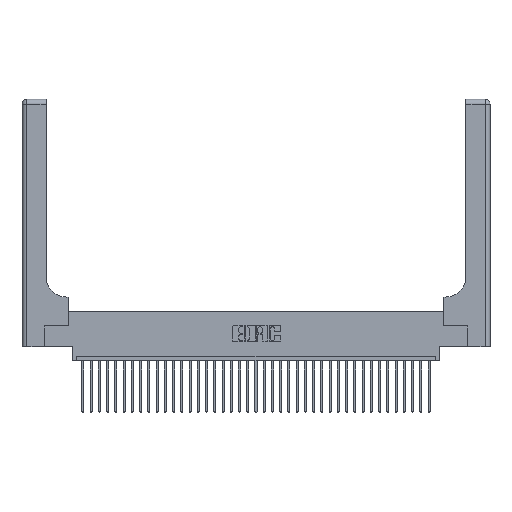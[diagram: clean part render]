
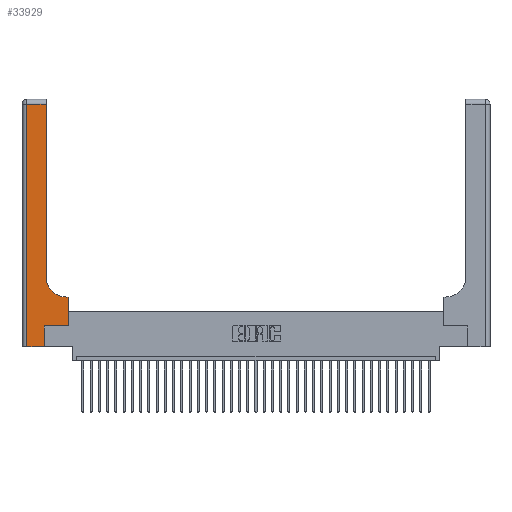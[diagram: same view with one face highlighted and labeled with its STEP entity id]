
A CAD part, top view. The second image highlights one B-rep face of the part: STEP entity #33929.
In plain terms, the highlighted planar face has unit normal (0, 0, 1).
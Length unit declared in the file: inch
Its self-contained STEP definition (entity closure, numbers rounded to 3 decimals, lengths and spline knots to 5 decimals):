
#405 = ORIENTED_EDGE ( 'NONE', *, *, #34079, .T. ) ;
#611 = ORIENTED_EDGE ( 'NONE', *, *, #12700, .T. ) ;
#1217 = DIRECTION ( 'NONE',  ( 0., -1., 0. ) ) ;
#1568 = ORIENTED_EDGE ( 'NONE', *, *, #22159, .T. ) ;
#2026 = VERTEX_POINT ( 'NONE', #16188 ) ;
#2440 = LINE ( 'NONE', #3850, #24602 ) ;
#3618 = LINE ( 'NONE', #32253, #16318 ) ;
#3850 = CARTESIAN_POINT ( 'NONE',  ( 0.269, 0.25, 0.37 ) ) ;
#4625 = VERTEX_POINT ( 'NONE', #37536 ) ;
#6011 = CARTESIAN_POINT ( 'NONE',  ( 0.06, 2.94, 0.37 ) ) ;
#6130 = VECTOR ( 'NONE', #32591, 39.37008 ) ;
#6289 = EDGE_CURVE ( 'NONE', #13043, #7084, #21070, .T. ) ;
#7084 = VERTEX_POINT ( 'NONE', #35471 ) ;
#7197 = DIRECTION ( 'NONE',  ( 0., 1., 0. ) ) ;
#7383 = DIRECTION ( 'NONE',  ( 0., 0., -1. ) ) ;
#7768 = DIRECTION ( 'NONE',  ( 1., 0., 0. ) ) ;
#7832 = VECTOR ( 'NONE', #1217, 39.37008 ) ;
#8918 = VERTEX_POINT ( 'NONE', #13503 ) ;
#9383 = ORIENTED_EDGE ( 'NONE', *, *, #34359, .T. ) ;
#9450 = CARTESIAN_POINT ( 'NONE',  ( 0., 2.94, 0.37 ) ) ;
#9593 = CARTESIAN_POINT ( 'NONE',  ( 0.2915, 0.6, 0.37 ) ) ;
#10154 = AXIS2_PLACEMENT_3D ( 'NONE', #22958, #37502, #34524 ) ;
#10497 = CARTESIAN_POINT ( 'NONE',  ( 0.2915, 0.85, 0.37 ) ) ;
#10812 = VERTEX_POINT ( 'NONE', #17279 ) ;
#12700 = EDGE_CURVE ( 'NONE', #4625, #2026, #28307, .T. ) ;
#13043 = VERTEX_POINT ( 'NONE', #10497 ) ;
#13101 = CIRCLE ( 'NONE', #32917, 0.25 ) ;
#13503 = CARTESIAN_POINT ( 'NONE',  ( 0.269, 0.25, 0.37 ) ) ;
#14864 = DIRECTION ( 'NONE',  ( 0., 1., 0. ) ) ;
#16091 = EDGE_LOOP ( 'NONE', ( #30405, #18254, #9383, #18727, #405, #1568, #19611, #611, #28022 ) ) ;
#16152 = EDGE_CURVE ( 'NONE', #10812, #4625, #37190, .T. ) ;
#16156 = CARTESIAN_POINT ( 'NONE',  ( 0.06, 3., 0.37 ) ) ;
#16188 = CARTESIAN_POINT ( 'NONE',  ( 0.5415, 0.6, 0.37 ) ) ;
#16286 = CARTESIAN_POINT ( 'NONE',  ( 0.5585, 0.25, 0.37 ) ) ;
#16318 = VECTOR ( 'NONE', #26797, 39.37008 ) ;
#16700 = CARTESIAN_POINT ( 'NONE',  ( 0.2915, 3., 0.37 ) ) ;
#17279 = CARTESIAN_POINT ( 'NONE',  ( 0.5585, 0.25, 0.37 ) ) ;
#18254 = ORIENTED_EDGE ( 'NONE', *, *, #31500, .T. ) ;
#18727 = ORIENTED_EDGE ( 'NONE', *, *, #28719, .T. ) ;
#19194 = FACE_OUTER_BOUND ( 'NONE', #16091, .T. ) ;
#19611 = ORIENTED_EDGE ( 'NONE', *, *, #16152, .T. ) ;
#19967 = PLANE ( 'NONE',  #10154 ) ;
#21070 = LINE ( 'NONE', #16700, #29196 ) ;
#22159 = EDGE_CURVE ( 'NONE', #8918, #10812, #2440, .T. ) ;
#22958 = CARTESIAN_POINT ( 'NONE',  ( 0., 3., 0.37 ) ) ;
#24420 = VECTOR ( 'NONE', #7197, 39.37008 ) ;
#24441 = VERTEX_POINT ( 'NONE', #28649 ) ;
#24602 = VECTOR ( 'NONE', #33068, 39.37008 ) ;
#25981 = CARTESIAN_POINT ( 'NONE',  ( 0.06, 0., 0.37 ) ) ;
#26330 = VECTOR ( 'NONE', #14864, 39.37008 ) ;
#26797 = DIRECTION ( 'NONE',  ( 1., 0., 0. ) ) ;
#27230 = LINE ( 'NONE', #16156, #7832 ) ;
#27455 = CARTESIAN_POINT ( 'NONE',  ( 0.5415, 0.85, 0.37 ) ) ;
#27924 = DIRECTION ( 'NONE',  ( 0., 1., 0. ) ) ;
#28022 = ORIENTED_EDGE ( 'NONE', *, *, #35812, .T. ) ;
#28113 = VERTEX_POINT ( 'NONE', #6011 ) ;
#28307 = LINE ( 'NONE', #9593, #6130 ) ;
#28649 = CARTESIAN_POINT ( 'NONE',  ( 0.269, 0., 0.37 ) ) ;
#28719 = EDGE_CURVE ( 'NONE', #36821, #24441, #3618, .T. ) ;
#29196 = VECTOR ( 'NONE', #27924, 39.37008 ) ;
#30405 = ORIENTED_EDGE ( 'NONE', *, *, #6289, .T. ) ;
#31500 = EDGE_CURVE ( 'NONE', #7084, #28113, #36161, .T. ) ;
#31790 = LINE ( 'NONE', #35135, #26330 ) ;
#32253 = CARTESIAN_POINT ( 'NONE',  ( 0., 0., 0.37 ) ) ;
#32591 = DIRECTION ( 'NONE',  ( -1., 0., 0. ) ) ;
#32830 = DIRECTION ( 'NONE',  ( -1., 0., 0. ) ) ;
#32917 = AXIS2_PLACEMENT_3D ( 'NONE', #27455, #7383, #7768 ) ;
#33068 = DIRECTION ( 'NONE',  ( 1., 0., 0. ) ) ;
#33929 = ADVANCED_FACE ( 'NONE', ( #19194 ), #19967, .F. ) ;
#34079 = EDGE_CURVE ( 'NONE', #24441, #8918, #31790, .T. ) ;
#34310 = VECTOR ( 'NONE', #32830, 39.37008 ) ;
#34359 = EDGE_CURVE ( 'NONE', #28113, #36821, #27230, .T. ) ;
#34524 = DIRECTION ( 'NONE',  ( -1., 0., 0. ) ) ;
#35135 = CARTESIAN_POINT ( 'NONE',  ( 0.269, 0., 0.37 ) ) ;
#35471 = CARTESIAN_POINT ( 'NONE',  ( 0.2915, 2.94, 0.37 ) ) ;
#35812 = EDGE_CURVE ( 'NONE', #2026, #13043, #13101, .T. ) ;
#36161 = LINE ( 'NONE', #9450, #34310 ) ;
#36821 = VERTEX_POINT ( 'NONE', #25981 ) ;
#37190 = LINE ( 'NONE', #16286, #24420 ) ;
#37502 = DIRECTION ( 'NONE',  ( 0., 0., -1. ) ) ;
#37536 = CARTESIAN_POINT ( 'NONE',  ( 0.5585, 0.6, 0.37 ) ) ;
